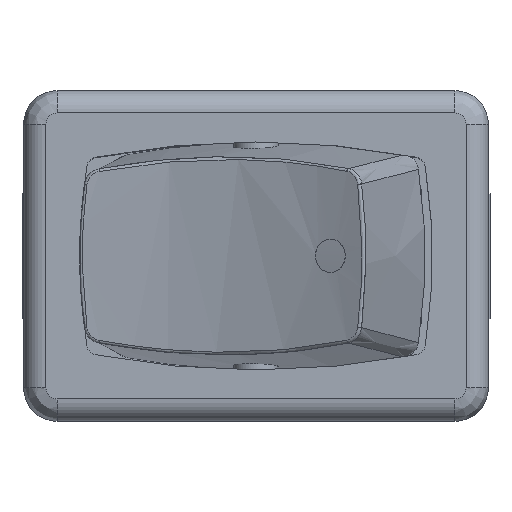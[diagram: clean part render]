
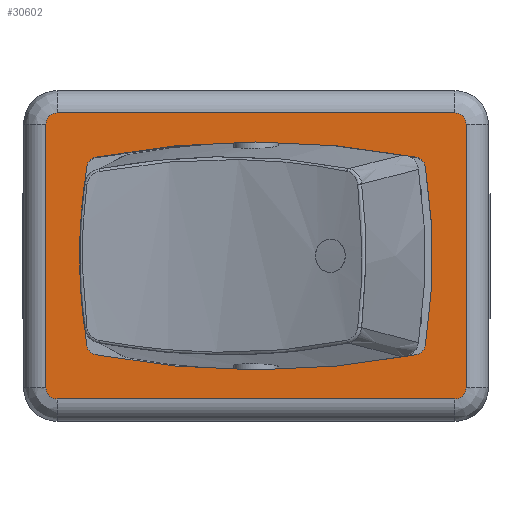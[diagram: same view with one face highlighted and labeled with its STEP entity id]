
A CAD part, top view. The second image highlights one B-rep face of the part: STEP entity #30602.
In plain terms, the highlighted planar face has unit normal (0, 0, 1).
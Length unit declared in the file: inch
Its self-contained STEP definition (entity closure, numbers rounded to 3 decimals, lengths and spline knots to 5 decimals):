
#29756=CARTESIAN_POINT('',(0.28256,0.17401,0.62992));
#29757=VERTEX_POINT('',#29756);
#29764=CARTESIAN_POINT('',(-0.28256,0.17401,0.62992));
#29765=VERTEX_POINT('',#29764);
#29766=CARTESIAN_POINT('',(0.,-1.30315,0.62992));
#29767=DIRECTION('',(0.0,0.0,-1.0));
#29768=DIRECTION('',(-0.188,-0.982,0.0));
#29769=AXIS2_PLACEMENT_3D('',#29766,#29767,#29768);
#29770=CIRCLE('',#29769,1.50394);
#29771=EDGE_CURVE('',#29765,#29757,#29770,.T.);
#29797=CARTESIAN_POINT('',(-0.29829,0.15783,0.62992));
#29798=VERTEX_POINT('',#29797);
#29799=CARTESIAN_POINT('',(-0.27886,0.15467,0.62992));
#29800=DIRECTION('',(0.0,0.0,-1.0));
#29801=DIRECTION('',(0.188,-0.982,0.0));
#29802=AXIS2_PLACEMENT_3D('',#29799,#29800,#29801);
#29803=CIRCLE('',#29802,0.01969);
#29804=EDGE_CURVE('',#29798,#29765,#29803,.T.);
#29830=CARTESIAN_POINT('',(-0.29829,-0.15783,0.62992));
#29831=VERTEX_POINT('',#29830);
#29832=CARTESIAN_POINT('',(0.67323,0.,0.62992));
#29833=DIRECTION('',(0.0,0.0,-1.0));
#29834=DIRECTION('',(0.987,-0.16,0.0));
#29835=AXIS2_PLACEMENT_3D('',#29832,#29833,#29834);
#29836=CIRCLE('',#29835,0.98425);
#29837=EDGE_CURVE('',#29831,#29798,#29836,.T.);
#29863=CARTESIAN_POINT('',(-0.28256,-0.17401,0.62992));
#29864=VERTEX_POINT('',#29863);
#29865=CARTESIAN_POINT('',(-0.27886,-0.15467,0.62992));
#29866=DIRECTION('',(0.0,0.0,-1.0));
#29867=DIRECTION('',(0.987,0.16,0.0));
#29868=AXIS2_PLACEMENT_3D('',#29865,#29866,#29867);
#29869=CIRCLE('',#29868,0.01969);
#29870=EDGE_CURVE('',#29864,#29831,#29869,.T.);
#29906=CARTESIAN_POINT('',(0.28256,-0.17401,0.62992));
#29907=VERTEX_POINT('',#29906);
#29908=CARTESIAN_POINT('',(0.,1.30315,0.62992));
#29909=DIRECTION('',(0.0,0.0,-1.0));
#29910=DIRECTION('',(0.188,0.982,0.0));
#29911=AXIS2_PLACEMENT_3D('',#29908,#29909,#29910);
#29912=CIRCLE('',#29911,1.50394);
#29913=EDGE_CURVE('',#29907,#29864,#29912,.T.);
#29939=CARTESIAN_POINT('',(0.29829,-0.15783,0.62992));
#29940=VERTEX_POINT('',#29939);
#29941=CARTESIAN_POINT('',(0.27886,-0.15467,0.62992));
#29942=DIRECTION('',(0.0,0.0,-1.0));
#29943=DIRECTION('',(-0.188,0.982,0.0));
#29944=AXIS2_PLACEMENT_3D('',#29941,#29942,#29943);
#29945=CIRCLE('',#29944,0.01969);
#29946=EDGE_CURVE('',#29940,#29907,#29945,.T.);
#29972=CARTESIAN_POINT('',(0.29829,0.15783,0.62992));
#29973=VERTEX_POINT('',#29972);
#29974=CARTESIAN_POINT('',(-0.67323,0.,0.62992));
#29975=DIRECTION('',(0.0,0.0,-1.0));
#29976=DIRECTION('',(-0.987,0.16,0.0));
#29977=AXIS2_PLACEMENT_3D('',#29974,#29975,#29976);
#29978=CIRCLE('',#29977,0.98425);
#29979=EDGE_CURVE('',#29973,#29940,#29978,.T.);
#30003=CARTESIAN_POINT('',(0.27886,0.15467,0.62992));
#30004=DIRECTION('',(0.0,0.0,-1.0));
#30005=DIRECTION('',(-0.987,-0.16,0.0));
#30006=AXIS2_PLACEMENT_3D('',#30003,#30004,#30005);
#30007=CIRCLE('',#30006,0.01969);
#30008=EDGE_CURVE('',#29757,#29973,#30007,.T.);
#30055=CARTESIAN_POINT('',(-0.37008,-0.23228,0.62992));
#30056=VERTEX_POINT('',#30055);
#30064=CARTESIAN_POINT('',(-0.37008,0.23228,0.62992));
#30065=VERTEX_POINT('',#30064);
#30066=CARTESIAN_POINT('',(-0.37008,-0.23228,0.62992));
#30067=DIRECTION('',(0.0,1.0,0.0));
#30068=VECTOR('',#30067,0.46457);
#30069=LINE('',#30066,#30068);
#30070=EDGE_CURVE('',#30056,#30065,#30069,.T.);
#30145=CARTESIAN_POINT('',(-0.35039,-0.25197,0.62992));
#30146=VERTEX_POINT('',#30145);
#30154=CARTESIAN_POINT('',(-0.35039,-0.23228,0.62992));
#30155=DIRECTION('',(0.,0.,-1.0));
#30156=DIRECTION('',(-0.707,-0.707,0.));
#30157=AXIS2_PLACEMENT_3D('',#30154,#30155,#30156);
#30158=CIRCLE('',#30157,0.01969);
#30159=EDGE_CURVE('',#30146,#30056,#30158,.T.);
#30225=CARTESIAN_POINT('',(-0.35039,0.25197,0.62992));
#30226=VERTEX_POINT('',#30225);
#30244=CARTESIAN_POINT('',(-0.35039,0.23228,0.62992));
#30245=DIRECTION('',(0.,0.,-1.0));
#30246=DIRECTION('',(-0.707,0.707,0.));
#30247=AXIS2_PLACEMENT_3D('',#30244,#30245,#30246);
#30248=CIRCLE('',#30247,0.01969);
#30249=EDGE_CURVE('',#30065,#30226,#30248,.T.);
#30261=CARTESIAN_POINT('',(0.35039,-0.25197,0.62992));
#30262=VERTEX_POINT('',#30261);
#30270=CARTESIAN_POINT('',(0.35039,-0.25197,0.62992));
#30271=DIRECTION('',(-1.0,0.0,0.0));
#30272=VECTOR('',#30271,0.70079);
#30273=LINE('',#30270,#30272);
#30274=EDGE_CURVE('',#30262,#30146,#30273,.T.);
#30291=CARTESIAN_POINT('',(0.35039,0.25197,0.62992));
#30292=VERTEX_POINT('',#30291);
#30309=CARTESIAN_POINT('',(-0.35039,0.25197,0.62992));
#30310=DIRECTION('',(1.0,0.0,0.0));
#30311=VECTOR('',#30310,0.70079);
#30312=LINE('',#30309,#30311);
#30313=EDGE_CURVE('',#30226,#30292,#30312,.T.);
#30373=CARTESIAN_POINT('',(0.37008,-0.23228,0.62992));
#30374=VERTEX_POINT('',#30373);
#30382=CARTESIAN_POINT('',(0.35039,-0.23228,0.62992));
#30383=DIRECTION('',(0.,0.,-1.0));
#30384=DIRECTION('',(0.707,-0.707,0.));
#30385=AXIS2_PLACEMENT_3D('',#30382,#30383,#30384);
#30386=CIRCLE('',#30385,0.01969);
#30387=EDGE_CURVE('',#30374,#30262,#30386,.T.);
#30453=CARTESIAN_POINT('',(0.37008,0.23228,0.62992));
#30454=VERTEX_POINT('',#30453);
#30472=CARTESIAN_POINT('',(0.35039,0.23228,0.62992));
#30473=DIRECTION('',(0.,0.,-1.0));
#30474=DIRECTION('',(0.707,0.707,0.));
#30475=AXIS2_PLACEMENT_3D('',#30472,#30473,#30474);
#30476=CIRCLE('',#30475,0.01969);
#30477=EDGE_CURVE('',#30292,#30454,#30476,.T.);
#30495=CARTESIAN_POINT('',(0.37008,0.23228,0.62992));
#30496=DIRECTION('',(0.0,-1.0,0.0));
#30497=VECTOR('',#30496,0.46457);
#30498=LINE('',#30495,#30497);
#30499=EDGE_CURVE('',#30454,#30374,#30498,.T.);
#30577=CARTESIAN_POINT('',(0.,0.,0.62992));
#30578=DIRECTION('',(0.0,0.0,1.0));
#30579=DIRECTION('',(1.0,0.0,0.0));
#30580=AXIS2_PLACEMENT_3D('',#30577,#30578,#30579);
#30581=PLANE('',#30580);
#30582=ORIENTED_EDGE('',*,*,#30070,.F.);
#30583=ORIENTED_EDGE('',*,*,#30159,.F.);
#30584=ORIENTED_EDGE('',*,*,#30274,.F.);
#30585=ORIENTED_EDGE('',*,*,#30387,.F.);
#30586=ORIENTED_EDGE('',*,*,#30499,.F.);
#30587=ORIENTED_EDGE('',*,*,#30477,.F.);
#30588=ORIENTED_EDGE('',*,*,#30313,.F.);
#30589=ORIENTED_EDGE('',*,*,#30249,.F.);
#30590=EDGE_LOOP('',(#30582,#30583,#30584,#30585,#30586,#30587,#30588,#30589));
#30591=FACE_OUTER_BOUND('',#30590,.T.);
#30592=ORIENTED_EDGE('',*,*,#29771,.T.);
#30593=ORIENTED_EDGE('',*,*,#30008,.T.);
#30594=ORIENTED_EDGE('',*,*,#29979,.T.);
#30595=ORIENTED_EDGE('',*,*,#29946,.T.);
#30596=ORIENTED_EDGE('',*,*,#29913,.T.);
#30597=ORIENTED_EDGE('',*,*,#29870,.T.);
#30598=ORIENTED_EDGE('',*,*,#29837,.T.);
#30599=ORIENTED_EDGE('',*,*,#29804,.T.);
#30600=EDGE_LOOP('',(#30592,#30593,#30594,#30595,#30596,#30597,#30598,#30599));
#30601=FACE_BOUND('',#30600,.T.);
#30602=ADVANCED_FACE('',(#30591,#30601),#30581,.T.);
